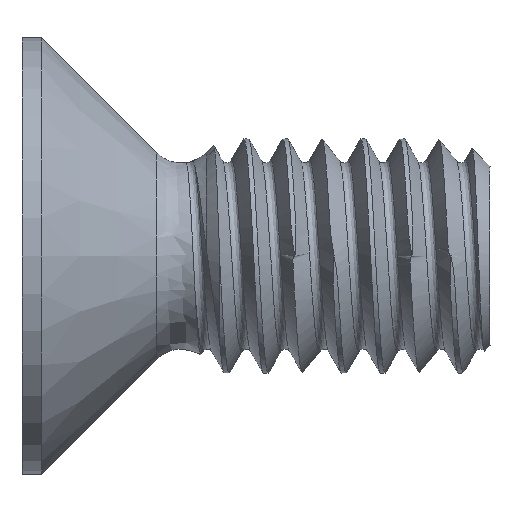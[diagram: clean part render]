
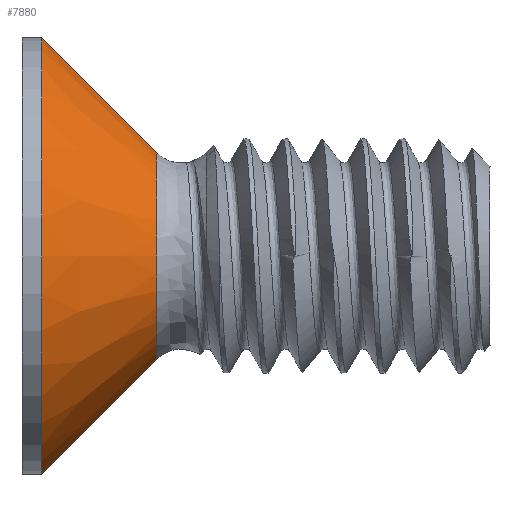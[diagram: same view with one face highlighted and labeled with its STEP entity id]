
A CAD part, front view. The second image highlights one B-rep face of the part: STEP entity #7880.
In plain terms, the highlighted conical face has half-angle 45 degrees and reference radius 2.8 mm.
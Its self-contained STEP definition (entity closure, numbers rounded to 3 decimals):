
#109 = VERTEX_POINT ( 'NONE', #4351 ) ;
#187 = CARTESIAN_POINT ( 'NONE',  ( 1.725, 0., -1.325 ) ) ;
#338 = EDGE_CURVE ( 'NONE', #109, #1130, #1964, .T. ) ;
#484 = ORIENTED_EDGE ( 'NONE', *, *, #6520, .F. ) ;
#686 = CARTESIAN_POINT ( 'NONE',  ( 1.725, 0., 0. ) ) ;
#1031 = EDGE_CURVE ( 'NONE', #3267, #109, #6423, .T. ) ;
#1130 = VERTEX_POINT ( 'NONE', #5691 ) ;
#1186 = AXIS2_PLACEMENT_3D ( 'NONE', #5774, #2670, #6222 ) ;
#1468 = AXIS2_PLACEMENT_3D ( 'NONE', #4594, #5819, #3989 ) ;
#1716 = VECTOR ( 'NONE', #3011, 1000. ) ;
#1964 = CIRCLE ( 'NONE', #1186, 2.8 ) ;
#2048 = DIRECTION ( 'NONE',  ( -0.707, 0., 0.707 ) ) ;
#2126 = CONICAL_SURFACE ( 'NONE', #1468, 2.8, 0.785 ) ;
#2196 = VERTEX_POINT ( 'NONE', #187 ) ;
#2446 = CARTESIAN_POINT ( 'NONE',  ( 1.725, 0., 1.325 ) ) ;
#2519 = LINE ( 'NONE', #5018, #1716 ) ;
#2670 = DIRECTION ( 'NONE',  ( 1., 0., 0. ) ) ;
#2685 = EDGE_CURVE ( 'NONE', #2196, #3267, #6281, .T. ) ;
#3011 = DIRECTION ( 'NONE',  ( -0.707, 0., -0.707 ) ) ;
#3267 = VERTEX_POINT ( 'NONE', #2446 ) ;
#3615 = ORIENTED_EDGE ( 'NONE', *, *, #1031, .T. ) ;
#3834 = DIRECTION ( 'NONE',  ( 0., 1., 0. ) ) ;
#3989 = DIRECTION ( 'NONE',  ( 0., 0., 1. ) ) ;
#4075 = AXIS2_PLACEMENT_3D ( 'NONE', #686, #5144, #3834 ) ;
#4351 = CARTESIAN_POINT ( 'NONE',  ( 0.25, 0., 2.8 ) ) ;
#4594 = CARTESIAN_POINT ( 'NONE',  ( 0.25, 0., 0. ) ) ;
#5018 = CARTESIAN_POINT ( 'NONE',  ( 0.25, 0., -2.8 ) ) ;
#5144 = DIRECTION ( 'NONE',  ( -1., 0., 0. ) ) ;
#5465 = ORIENTED_EDGE ( 'NONE', *, *, #338, .T. ) ;
#5572 = ORIENTED_EDGE ( 'NONE', *, *, #2685, .T. ) ;
#5691 = CARTESIAN_POINT ( 'NONE',  ( 0.25, 0., -2.8 ) ) ;
#5774 = CARTESIAN_POINT ( 'NONE',  ( 0.25, 0., 0. ) ) ;
#5819 = DIRECTION ( 'NONE',  ( -1., 0., 0. ) ) ;
#6222 = DIRECTION ( 'NONE',  ( 0., 1., 0. ) ) ;
#6281 = CIRCLE ( 'NONE', #4075, 1.325 ) ;
#6423 = LINE ( 'NONE', #7568, #7585 ) ;
#6520 = EDGE_CURVE ( 'NONE', #2196, #1130, #2519, .T. ) ;
#7568 = CARTESIAN_POINT ( 'NONE',  ( 0.25, 0., 2.8 ) ) ;
#7585 = VECTOR ( 'NONE', #2048, 1000. ) ;
#7771 = EDGE_LOOP ( 'NONE', ( #484, #5572, #3615, #5465 ) ) ;
#7780 = FACE_OUTER_BOUND ( 'NONE', #7771, .T. ) ;
#7880 = ADVANCED_FACE ( 'NONE', ( #7780 ), #2126, .T. ) ;
